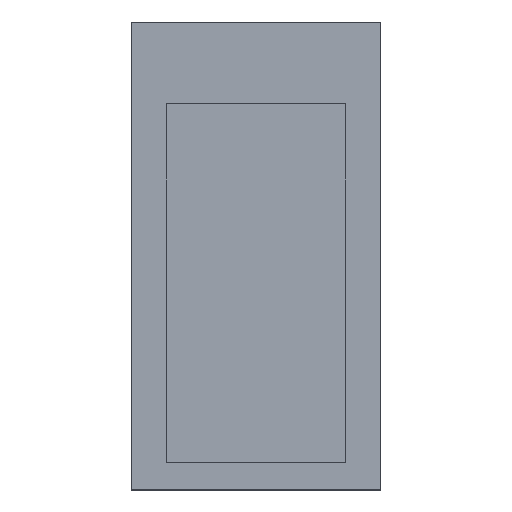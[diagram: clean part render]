
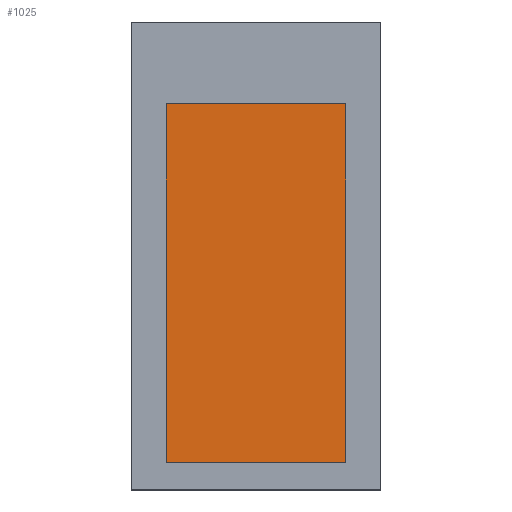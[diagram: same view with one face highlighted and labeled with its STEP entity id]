
A CAD part, top view. The second image highlights one B-rep face of the part: STEP entity #1025.
In plain terms, the highlighted planar face has unit normal (0, 0, 1).
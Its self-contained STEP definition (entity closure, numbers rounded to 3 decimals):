
#18 = CARTESIAN_POINT ( 'NONE',  ( 0., 0., 0. ) ) ;
#67 = LINE ( 'NONE', #499, #861 ) ;
#97 = PLANE ( 'NONE',  #232 ) ;
#116 = VERTEX_POINT ( 'NONE', #597 ) ;
#140 = EDGE_CURVE ( 'NONE', #1086, #116, #1112, .T. ) ;
#149 = ORIENTED_EDGE ( 'NONE', *, *, #1085, .T. ) ;
#232 = AXIS2_PLACEMENT_3D ( 'NONE', #18, #788, #795 ) ;
#263 = ORIENTED_EDGE ( 'NONE', *, *, #140, .T. ) ;
#296 = CARTESIAN_POINT ( 'NONE',  ( -0.575, 0.975, 0. ) ) ;
#314 = EDGE_LOOP ( 'NONE', ( #149, #263, #1067, #610 ) ) ;
#363 = LINE ( 'NONE', #296, #396 ) ;
#385 = CARTESIAN_POINT ( 'NONE',  ( -0.575, -1.325, 0. ) ) ;
#394 = DIRECTION ( 'NONE',  ( -1., 0., 0. ) ) ;
#396 = VECTOR ( 'NONE', #703, 1000. ) ;
#490 = VERTEX_POINT ( 'NONE', #1044 ) ;
#499 = CARTESIAN_POINT ( 'NONE',  ( -0.575, 0.975, 0. ) ) ;
#571 = VECTOR ( 'NONE', #1090, 1000. ) ;
#584 = VERTEX_POINT ( 'NONE', #1139 ) ;
#597 = CARTESIAN_POINT ( 'NONE',  ( 0.575, -1.325, 0. ) ) ;
#610 = ORIENTED_EDGE ( 'NONE', *, *, #792, .T. ) ;
#623 = CARTESIAN_POINT ( 'NONE',  ( -0.575, -1.325, 0. ) ) ;
#676 = DIRECTION ( 'NONE',  ( 1., 0., 0. ) ) ;
#703 = DIRECTION ( 'NONE',  ( 0., -1., 0. ) ) ;
#788 = DIRECTION ( 'NONE',  ( 0., 0., 1. ) ) ;
#792 = EDGE_CURVE ( 'NONE', #584, #490, #67, .T. ) ;
#795 = DIRECTION ( 'NONE',  ( 1., 0., 0. ) ) ;
#811 = EDGE_CURVE ( 'NONE', #116, #584, #832, .T. ) ;
#832 = LINE ( 'NONE', #987, #571 ) ;
#861 = VECTOR ( 'NONE', #394, 1000. ) ;
#979 = VECTOR ( 'NONE', #676, 1000. ) ;
#987 = CARTESIAN_POINT ( 'NONE',  ( 0.575, 0.975, 0. ) ) ;
#1002 = FACE_OUTER_BOUND ( 'NONE', #314, .T. ) ;
#1025 = ADVANCED_FACE ( 'NONE', ( #1002 ), #97, .T. ) ;
#1044 = CARTESIAN_POINT ( 'NONE',  ( -0.575, 0.975, 0. ) ) ;
#1067 = ORIENTED_EDGE ( 'NONE', *, *, #811, .T. ) ;
#1085 = EDGE_CURVE ( 'NONE', #490, #1086, #363, .T. ) ;
#1086 = VERTEX_POINT ( 'NONE', #623 ) ;
#1090 = DIRECTION ( 'NONE',  ( 0., 1., 0. ) ) ;
#1112 = LINE ( 'NONE', #385, #979 ) ;
#1139 = CARTESIAN_POINT ( 'NONE',  ( 0.575, 0.975, 0. ) ) ;
